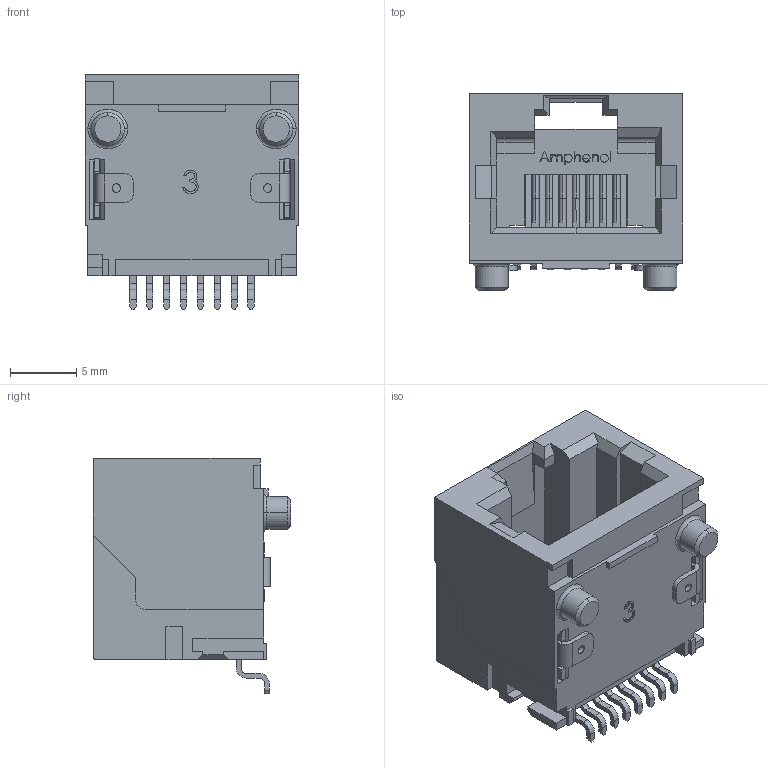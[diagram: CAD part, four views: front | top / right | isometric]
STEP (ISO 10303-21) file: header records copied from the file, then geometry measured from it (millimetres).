
FILE_DESCRIPTION (( 'STEP AP214' ), '1' );
FILE_NAME ('M-RJSSE-5080-REVT1.STEP', '2013-04-07T07:06:42', ( '' ), ( '' ), 'SwSTEP 2.0', 'SolidWorks 2012', '' );
FILE_SCHEMA (( 'AUTOMOTIVE_DESIGN' ));
Length unit declared in the file: millimetre
Products named in the file (1): M-RJSSE-5080-REVT1
Bounding box: 16.1 x 14.86 x 17.73 mm (x, y, z)
Volume: 1798 mm3; surface area: 2678.5 mm2
Topology: 1 solids, 1 shells, 788 faces, 2255 edges, 1463 vertices
Faces by surface type: plane 546, cylinder 161, bspline 53, sphere 16, torus 8, cone 4
Entity records: 31497 total; most frequent: CARTESIAN_POINT 7392, ORIENTED_EDGE 4494, DIRECTION 3979, EDGE_CURVE 2247, LINE 1775, VECTOR 1775, VERTEX_POINT 1463, AXIS2_PLACEMENT_3D 1102
